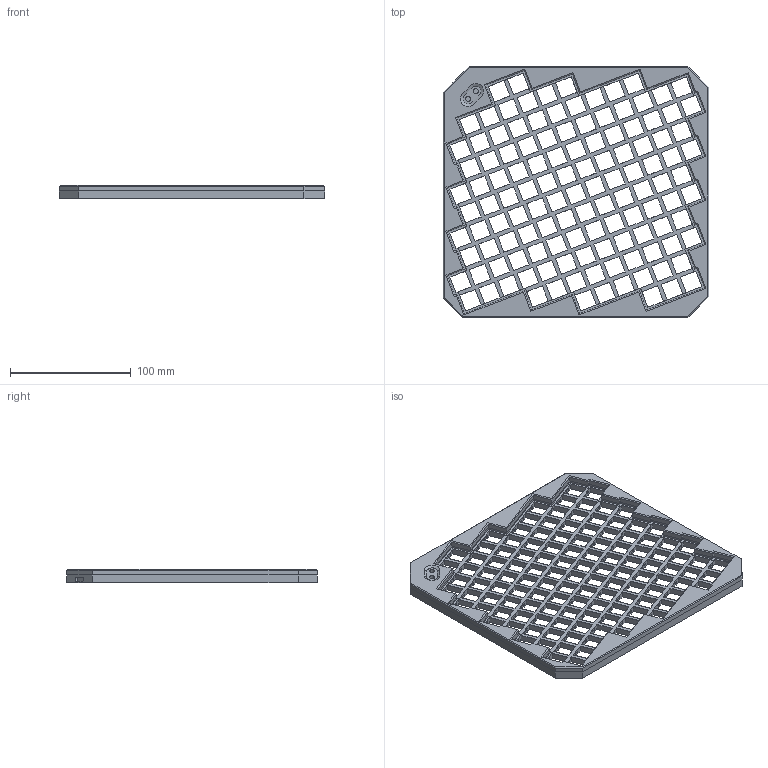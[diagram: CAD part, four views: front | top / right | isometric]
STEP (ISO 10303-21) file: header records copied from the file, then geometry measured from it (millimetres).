
FILE_DESCRIPTION(/* description */ ('STEP AP242 Edition 2','CAx-IF Rec.Pracs.---Representation and Presentation of Product Manufacturing Information (PMI)---4.0---2014-10-13','CAx-IF Rec.Pracs.---3D Tessellated Geometry---0.4---2014-09-14','2;1','CAx-IF Rec.Pracs.---User Defined Attributes---1.5---2016-08-15'),/* implementation_level */ '2;1');
FILE_NAME(/* name */ '696b1a336d158df6eb077ff4',/* time_stamp */ '2026-01-17T05:12:21Z',/* author */ (''),/* organization */ (''),/* preprocessor_version */ 'ST-DEVELOPER v20',/* originating_system */ 'ONSHAPE BY PTC INC, 1.209',/* authorisation */ ' ');
FILE_SCHEMA (('AP242_MANAGED_MODEL_BASED_3D_ENGINEERING_MIM_LF { 1 0 10303 442 3 1 4 }'));
Products named in the file (3): Key Plate Cover; Top; Middle
Bounding box: 219.4 x 207.4 x 11 mm (x, y, z)
Volume: 155845.7 mm3; surface area: 132451.3 mm2
Topology: 3 solids, 3 shells, 2384 faces, 7085 edges, 4685 vertices
Faces by surface type: plane 2169, cylinder 211, cone 4
Full cylindrical faces by diameter (mm): 4.2 x4
Entity records: 79730 total; most frequent: CARTESIAN_POINT 14881, ORIENTED_EDGE 14150, DIRECTION 12069, EDGE_CURVE 7075, LINE 6647, VECTOR 6647, VERTEX_POINT 4681, EDGE_LOOP 2798
